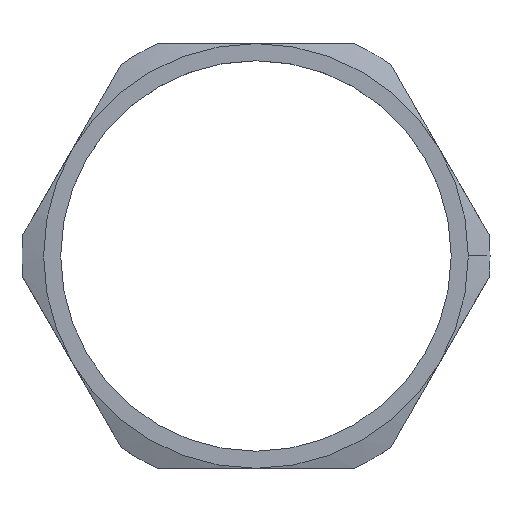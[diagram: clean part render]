
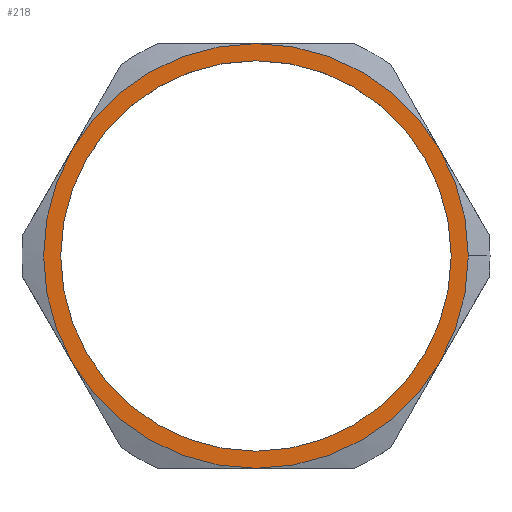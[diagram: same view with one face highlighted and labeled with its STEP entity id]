
A CAD part, top view. The second image highlights one B-rep face of the part: STEP entity #218.
In plain terms, the highlighted planar face has unit normal (0, 0, 1).
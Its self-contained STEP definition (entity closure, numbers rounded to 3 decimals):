
#27 = AXIS2_PLACEMENT_3D ( 'NONE', #320, #324, #325 ) ;
#30 = AXIS2_PLACEMENT_3D ( 'NONE', #586, #585, #584 ) ;
#34 = AXIS2_PLACEMENT_3D ( 'NONE', #299, #303, #304 ) ;
#37 = AXIS2_PLACEMENT_3D ( 'NONE', #326, #327, #328 ) ;
#41 = AXIS2_PLACEMENT_3D ( 'NONE', #329, #330, #331 ) ;
#42 = AXIS2_PLACEMENT_3D ( 'NONE', #332, #333, #334 ) ;
#46 = FACE_BOUND ( 'NONE', #718, .T. ) ;
#48 = AXIS2_PLACEMENT_3D ( 'NONE', #341, #354, #355 ) ;
#50 = AXIS2_PLACEMENT_3D ( 'NONE', #356, #363, #364 ) ;
#52 = AXIS2_PLACEMENT_3D ( 'NONE', #386, #390, #391 ) ;
#68 = FACE_OUTER_BOUND ( 'NONE', #720, .T. ) ;
#70 = AXIS2_PLACEMENT_3D ( 'NONE', #429, #430, #431 ) ;
#179 = EDGE_CURVE ( 'NONE', #792, #793, #270, .T. ) ;
#183 = EDGE_CURVE ( 'NONE', #767, #797, #268, .T. ) ;
#190 = EDGE_CURVE ( 'NONE', #797, #767, #264, .T. ) ;
#191 = EDGE_CURVE ( 'NONE', #774, #792, #263, .T. ) ;
#192 = EDGE_CURVE ( 'NONE', #793, #768, #262, .T. ) ;
#193 = EDGE_CURVE ( 'NONE', #768, #769, #261, .T. ) ;
#199 = EDGE_CURVE ( 'NONE', #769, #770, #260, .T. ) ;
#202 = EDGE_CURVE ( 'NONE', #790, #774, #259, .T. ) ;
#208 = EDGE_CURVE ( 'NONE', #770, #790, #258, .T. ) ;
#218 = ADVANCED_FACE ( 'NONE', ( #46, #68 ), #428, .T. ) ;
#258 = CIRCLE ( 'NONE', #52, 28.5 ) ;
#259 = CIRCLE ( 'NONE', #50, 28.5 ) ;
#260 = CIRCLE ( 'NONE', #48, 28.5 ) ;
#261 = CIRCLE ( 'NONE', #42, 28.5 ) ;
#262 = CIRCLE ( 'NONE', #41, 28.5 ) ;
#263 = CIRCLE ( 'NONE', #37, 28.5 ) ;
#264 = CIRCLE ( 'NONE', #27, 26.2 ) ;
#268 = CIRCLE ( 'NONE', #34, 26.2 ) ;
#270 = CIRCLE ( 'NONE', #30, 28.5 ) ;
#299 = CARTESIAN_POINT ( 'NONE',  ( 0., 0., 5. ) ) ;
#303 = DIRECTION ( 'NONE',  ( 0., 0., 1. ) ) ;
#304 = DIRECTION ( 'NONE',  ( 1., 0., 0. ) ) ;
#320 = CARTESIAN_POINT ( 'NONE',  ( 0., 0., 5. ) ) ;
#324 = DIRECTION ( 'NONE',  ( 0., 0., 1. ) ) ;
#325 = DIRECTION ( 'NONE',  ( 1., 0., 0. ) ) ;
#326 = CARTESIAN_POINT ( 'NONE',  ( 0., 0., 5. ) ) ;
#327 = DIRECTION ( 'NONE',  ( 0., 0., 1. ) ) ;
#328 = DIRECTION ( 'NONE',  ( 1., 0., 0. ) ) ;
#329 = CARTESIAN_POINT ( 'NONE',  ( 0., 0., 5. ) ) ;
#330 = DIRECTION ( 'NONE',  ( 0., 0., 1. ) ) ;
#331 = DIRECTION ( 'NONE',  ( 1., 0., 0. ) ) ;
#332 = CARTESIAN_POINT ( 'NONE',  ( 0., 0., 5. ) ) ;
#333 = DIRECTION ( 'NONE',  ( 0., 0., 1. ) ) ;
#334 = DIRECTION ( 'NONE',  ( 1., 0., 0. ) ) ;
#341 = CARTESIAN_POINT ( 'NONE',  ( 0., 0., 5. ) ) ;
#354 = DIRECTION ( 'NONE',  ( 0., 0., 1. ) ) ;
#355 = DIRECTION ( 'NONE',  ( 1., 0., 0. ) ) ;
#356 = CARTESIAN_POINT ( 'NONE',  ( 0., 0., 5. ) ) ;
#363 = DIRECTION ( 'NONE',  ( 0., 0., 1. ) ) ;
#364 = DIRECTION ( 'NONE',  ( 1., 0., 0. ) ) ;
#386 = CARTESIAN_POINT ( 'NONE',  ( 0., 0., 5. ) ) ;
#390 = DIRECTION ( 'NONE',  ( 0., 0., 1. ) ) ;
#391 = DIRECTION ( 'NONE',  ( 1., 0., 0. ) ) ;
#428 = PLANE ( 'NONE',  #70 ) ;
#429 = CARTESIAN_POINT ( 'NONE',  ( 0., 0., 5. ) ) ;
#430 = DIRECTION ( 'NONE',  ( 0., 0., 1. ) ) ;
#431 = DIRECTION ( 'NONE',  ( 1., 0., 0. ) ) ;
#538 = CARTESIAN_POINT ( 'NONE',  ( -26.2, 0., 5. ) ) ;
#539 = CARTESIAN_POINT ( 'NONE',  ( 0., 28.5, 5. ) ) ;
#540 = CARTESIAN_POINT ( 'NONE',  ( -24.682, 14.25, 5. ) ) ;
#541 = CARTESIAN_POINT ( 'NONE',  ( -24.682, -14.25, 5. ) ) ;
#545 = CARTESIAN_POINT ( 'NONE',  ( 24.682, -14.25, 5. ) ) ;
#561 = CARTESIAN_POINT ( 'NONE',  ( 0., -28.5, 5. ) ) ;
#563 = CARTESIAN_POINT ( 'NONE',  ( 28.5, 0., 5. ) ) ;
#564 = CARTESIAN_POINT ( 'NONE',  ( 24.682, 14.25, 5. ) ) ;
#568 = CARTESIAN_POINT ( 'NONE',  ( 26.2, 0., 5. ) ) ;
#584 = DIRECTION ( 'NONE',  ( 1., 0., 0. ) ) ;
#585 = DIRECTION ( 'NONE',  ( 0., 0., 1. ) ) ;
#586 = CARTESIAN_POINT ( 'NONE',  ( 0., 0., 5. ) ) ;
#711 = ORIENTED_EDGE ( 'NONE', *, *, #183, .F. ) ;
#712 = ORIENTED_EDGE ( 'NONE', *, *, #192, .T. ) ;
#713 = ORIENTED_EDGE ( 'NONE', *, *, #190, .F. ) ;
#714 = ORIENTED_EDGE ( 'NONE', *, *, #191, .T. ) ;
#715 = ORIENTED_EDGE ( 'NONE', *, *, #179, .T. ) ;
#718 = EDGE_LOOP ( 'NONE', ( #711, #713 ) ) ;
#720 = EDGE_LOOP ( 'NONE', ( #714, #715, #712, #747, #752, #743, #762 ) ) ;
#743 = ORIENTED_EDGE ( 'NONE', *, *, #208, .T. ) ;
#747 = ORIENTED_EDGE ( 'NONE', *, *, #193, .T. ) ;
#752 = ORIENTED_EDGE ( 'NONE', *, *, #199, .T. ) ;
#762 = ORIENTED_EDGE ( 'NONE', *, *, #202, .T. ) ;
#767 = VERTEX_POINT ( 'NONE', #538 ) ;
#768 = VERTEX_POINT ( 'NONE', #539 ) ;
#769 = VERTEX_POINT ( 'NONE', #540 ) ;
#770 = VERTEX_POINT ( 'NONE', #541 ) ;
#774 = VERTEX_POINT ( 'NONE', #545 ) ;
#790 = VERTEX_POINT ( 'NONE', #561 ) ;
#792 = VERTEX_POINT ( 'NONE', #563 ) ;
#793 = VERTEX_POINT ( 'NONE', #564 ) ;
#797 = VERTEX_POINT ( 'NONE', #568 ) ;
